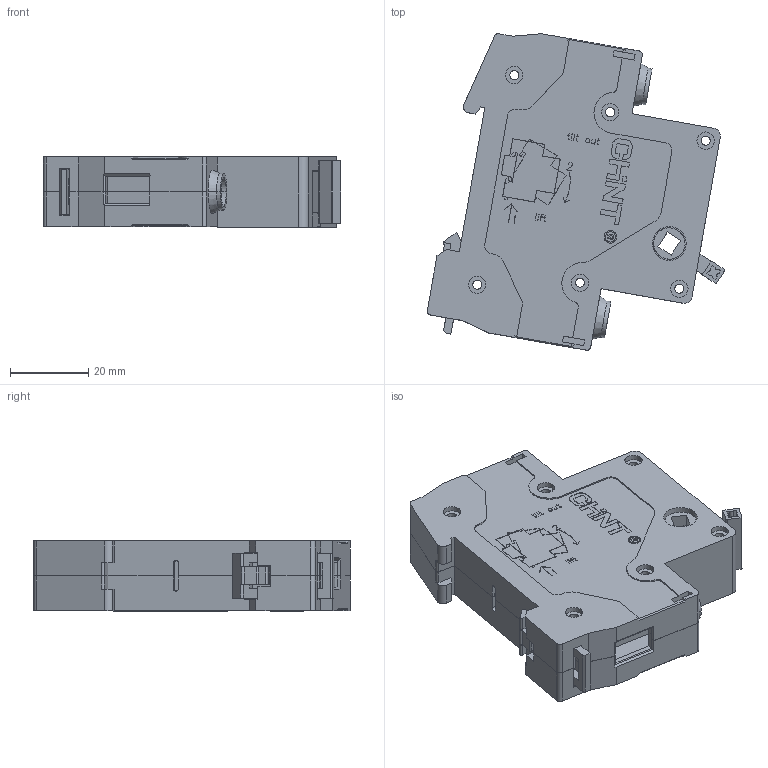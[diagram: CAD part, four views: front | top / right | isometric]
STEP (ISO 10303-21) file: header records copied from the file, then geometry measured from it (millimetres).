
FILE_DESCRIPTION((''),'2;1');
FILE_NAME('ZONGZHUANG_ASM','2017-04-12T',('xujh'),(''),'PRO/ENGINEER BY PARAMETRIC TECHNOLOGY CORPORATION, 2007090','PRO/ENGINEER BY PARAMETRIC TECHNOLOGY CORPORATION, 2007090','');
FILE_SCHEMA(('CONFIG_CONTROL_DESIGN'));
Length unit declared in the file: millimetre
Products named in the file (5): WAIKE; SHOUBING; ZHIDONGJIAN1; WAIKE-GAI; ZONGZHUANG_ASM
Assembly tree (4 placements, depth 2):
  ZONGZHUANG_ASM
    WAIKE
    SHOUBING
    ZHIDONGJIAN1
    WAIKE-GAI
Bounding box: 75.79 x 80.64 x 17.94 mm (x, y, z)
Volume: 24912 mm3; surface area: 37138.3 mm2
Topology: 4 solids, 4 shells, 3106 faces, 8449 edges, 5562 vertices
Faces by surface type: plane 2529, cylinder 529, torus 24, cone 14, extrusion 10
Entity records: 97301 total; most frequent: CARTESIAN_POINT 17542, ORIENTED_EDGE 16898, DIRECTION 15865, EDGE_CURVE 8449, VECTOR 7089, LINE 7079, VERTEX_POINT 5562, AXIS2_PLACEMENT_3D 4388
